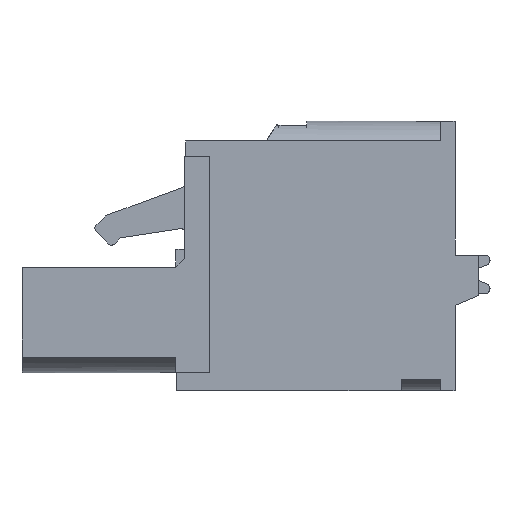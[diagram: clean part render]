
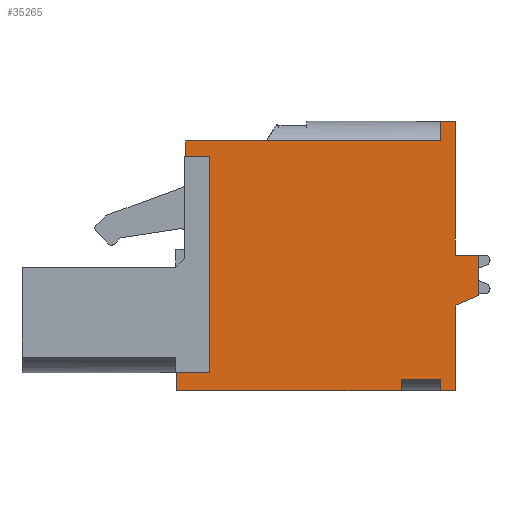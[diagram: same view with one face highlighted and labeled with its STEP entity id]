
A CAD part, left-side view. The second image highlights one B-rep face of the part: STEP entity #35265.
In plain terms, the highlighted planar face has unit normal (-1, 0, 0).
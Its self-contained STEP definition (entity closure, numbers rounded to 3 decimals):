
#3300=ORIENTED_EDGE('',*,*,#13369,.T.);
#3301=ORIENTED_EDGE('',*,*,#11634,.T.);
#3302=ORIENTED_EDGE('',*,*,#12494,.T.);
#3303=ORIENTED_EDGE('',*,*,#12183,.T.);
#3304=ORIENTED_EDGE('',*,*,#13370,.T.);
#3305=ORIENTED_EDGE('',*,*,#12065,.T.);
#3306=ORIENTED_EDGE('',*,*,#12418,.F.);
#3307=ORIENTED_EDGE('',*,*,#12300,.F.);
#3308=ORIENTED_EDGE('',*,*,#13371,.T.);
#3309=ORIENTED_EDGE('',*,*,#13353,.T.);
#3310=ORIENTED_EDGE('',*,*,#13372,.T.);
#3311=ORIENTED_EDGE('',*,*,#13373,.F.);
#3312=ORIENTED_EDGE('',*,*,#11835,.T.);
#3313=ORIENTED_EDGE('',*,*,#13374,.T.);
#3314=ORIENTED_EDGE('',*,*,#13375,.T.);
#3315=ORIENTED_EDGE('',*,*,#13376,.F.);
#3316=ORIENTED_EDGE('',*,*,#13377,.F.);
#3317=ORIENTED_EDGE('',*,*,#12369,.T.);
#11634=EDGE_CURVE('',#16873,#16872,#20319,.T.);
#11835=EDGE_CURVE('',#17074,#17073,#20468,.T.);
#12065=EDGE_CURVE('',#17304,#17303,#20696,.T.);
#12183=EDGE_CURVE('',#17422,#17421,#20814,.T.);
#12300=EDGE_CURVE('',#17537,#17538,#20931,.T.);
#12369=EDGE_CURVE('',#17607,#17606,#21000,.T.);
#12418=EDGE_CURVE('',#17538,#17303,#21034,.T.);
#12494=EDGE_CURVE('',#16872,#17422,#21110,.T.);
#13353=EDGE_CURVE('',#18238,#18237,#21748,.T.);
#13369=EDGE_CURVE('',#17606,#16873,#21754,.T.);
#13370=EDGE_CURVE('',#17421,#17304,#21755,.T.);
#13371=EDGE_CURVE('',#17537,#18238,#21756,.T.);
#13372=EDGE_CURVE('',#18237,#18246,#21757,.T.);
#13373=EDGE_CURVE('',#17074,#18246,#21758,.T.);
#13374=EDGE_CURVE('',#17073,#18247,#21759,.T.);
#13375=EDGE_CURVE('',#18247,#18248,#21760,.T.);
#13376=EDGE_CURVE('',#18249,#18248,#21761,.T.);
#13377=EDGE_CURVE('',#17607,#18249,#21762,.T.);
#16872=VERTEX_POINT('',#48888);
#16873=VERTEX_POINT('',#48890);
#17073=VERTEX_POINT('',#49291);
#17074=VERTEX_POINT('',#49293);
#17303=VERTEX_POINT('',#49766);
#17304=VERTEX_POINT('',#49768);
#17421=VERTEX_POINT('',#50003);
#17422=VERTEX_POINT('',#50005);
#17537=VERTEX_POINT('',#50237);
#17538=VERTEX_POINT('',#50239);
#17606=VERTEX_POINT('',#50376);
#17607=VERTEX_POINT('',#50378);
#18237=VERTEX_POINT('',#52329);
#18238=VERTEX_POINT('',#52331);
#18246=VERTEX_POINT('',#52363);
#18247=VERTEX_POINT('',#52366);
#18248=VERTEX_POINT('',#52368);
#18249=VERTEX_POINT('',#52370);
#20319=LINE('',#48889,#24890);
#20468=LINE('',#49292,#25039);
#20696=LINE('',#49767,#25267);
#20814=LINE('',#50004,#25385);
#20931=LINE('',#50238,#25502);
#21000=LINE('',#50377,#25571);
#21034=LINE('',#50474,#25605);
#21110=LINE('',#50601,#25681);
#21748=LINE('',#52330,#26319);
#21754=LINE('',#52359,#26325);
#21755=LINE('',#52360,#26326);
#21756=LINE('',#52361,#26327);
#21757=LINE('',#52362,#26328);
#21758=LINE('',#52364,#26329);
#21759=LINE('',#52365,#26330);
#21760=LINE('',#52367,#26331);
#21761=LINE('',#52369,#26332);
#21762=LINE('',#52371,#26333);
#24890=VECTOR('',#39347,1000.);
#25039=VECTOR('',#39602,1000.);
#25267=VECTOR('',#39864,1000.);
#25385=VECTOR('',#39984,1000.);
#25502=VECTOR('',#40103,1000.);
#25571=VECTOR('',#40174,1000.);
#25605=VECTOR('',#40258,1000.);
#25681=VECTOR('',#40336,1000.);
#26319=VECTOR('',#41878,1000.);
#26325=VECTOR('',#41914,1000.);
#26326=VECTOR('',#41915,1000.);
#26327=VECTOR('',#41916,1000.);
#26328=VECTOR('',#41917,1000.);
#26329=VECTOR('',#41918,1000.);
#26330=VECTOR('',#41919,1000.);
#26331=VECTOR('',#41920,1000.);
#26332=VECTOR('',#41921,1000.);
#26333=VECTOR('',#41922,1000.);
#29766=EDGE_LOOP('',(#3300,#3301,#3302,#3303,#3304,#3305,#3306,#3307,#3308,
#3309,#3310,#3311,#3312,#3313,#3314,#3315,#3316,#3317));
#31777=FACE_BOUND('',#29766,.T.);
#33675=PLANE('',#37393);
#35265=ADVANCED_FACE('',(#31777),#33675,.T.);
#37393=AXIS2_PLACEMENT_3D('',#52358,#41912,#41913);
#39347=DIRECTION('',(0.,1.,0.));
#39602=DIRECTION('',(0.,0.,1.));
#39864=DIRECTION('',(0.,1.,0.));
#39984=DIRECTION('',(0.,-1.,0.));
#40103=DIRECTION('',(0.,1.,0.));
#40174=DIRECTION('',(0.,1.,0.));
#40258=DIRECTION('',(0.,0.,1.));
#40336=DIRECTION('',(0.,0.,-1.));
#41878=DIRECTION('',(0.,-1.,0.));
#41912=DIRECTION('',(-1.,0.,0.));
#41913=DIRECTION('',(0.,0.,1.));
#41914=DIRECTION('',(0.,0.,-1.));
#41915=DIRECTION('',(0.,0.,-1.));
#41916=DIRECTION('',(0.,0.,1.));
#41917=DIRECTION('',(0.,0.,-1.));
#41918=DIRECTION('',(0.,1.,0.));
#41919=DIRECTION('',(0.,-0.921,0.39));
#41920=DIRECTION('',(0.,0.,1.));
#41921=DIRECTION('',(0.,-1.,0.));
#41922=DIRECTION('',(0.,0.,-1.));
#48888=CARTESIAN_POINT('',(-33.02,7.9,6.4));
#48889=CARTESIAN_POINT('',(-33.02,3.4,6.4));
#48890=CARTESIAN_POINT('',(-33.02,-6.3,6.4));
#49291=CARTESIAN_POINT('',(-33.02,-7.1,-2.75));
#49292=CARTESIAN_POINT('',(-33.02,-7.1,-7.5));
#49293=CARTESIAN_POINT('',(-33.02,-7.1,-7.5));
#49766=CARTESIAN_POINT('',(-33.02,8.4,-6.5));
#49767=CARTESIAN_POINT('',(-33.02,8.4,-6.5));
#49768=CARTESIAN_POINT('',(-33.02,6.57,-6.5));
#50003=CARTESIAN_POINT('',(-33.02,6.57,5.55));
#50004=CARTESIAN_POINT('',(-33.02,7.9,5.55));
#50005=CARTESIAN_POINT('',(-33.02,7.9,5.55));
#50237=CARTESIAN_POINT('',(-33.02,-4.1,-7.5));
#50238=CARTESIAN_POINT('',(-33.02,-8.4,-7.5));
#50239=CARTESIAN_POINT('',(-33.02,8.4,-7.5));
#50376=CARTESIAN_POINT('',(-33.02,-6.3,7.5));
#50377=CARTESIAN_POINT('',(-33.02,-8.4,7.5));
#50378=CARTESIAN_POINT('',(-33.02,-7.1,7.5));
#50474=CARTESIAN_POINT('',(-33.02,8.4,-7.5));
#50601=CARTESIAN_POINT('',(-33.02,7.9,6.4));
#52329=CARTESIAN_POINT('',(-33.02,-6.3,-6.9));
#52330=CARTESIAN_POINT('',(-33.02,-4.1,-6.9));
#52331=CARTESIAN_POINT('',(-33.02,-4.1,-6.9));
#52358=CARTESIAN_POINT('',(-33.02,-8.4,-7.5));
#52359=CARTESIAN_POINT('',(-33.02,-6.3,7.701));
#52360=CARTESIAN_POINT('',(-33.02,6.57,5.55));
#52361=CARTESIAN_POINT('',(-33.02,-4.1,-7.5));
#52362=CARTESIAN_POINT('',(-33.02,-6.3,-6.9));
#52363=CARTESIAN_POINT('',(-33.02,-6.3,-7.5));
#52364=CARTESIAN_POINT('',(-33.02,-8.4,-7.5));
#52365=CARTESIAN_POINT('',(-33.02,-7.1,-2.75));
#52366=CARTESIAN_POINT('',(-33.02,-8.4,-2.2));
#52367=CARTESIAN_POINT('',(-33.02,-8.4,-7.5));
#52368=CARTESIAN_POINT('',(-33.02,-8.4,0.05));
#52369=CARTESIAN_POINT('',(-33.02,-8.4,0.05));
#52370=CARTESIAN_POINT('',(-33.02,-7.1,0.05));
#52371=CARTESIAN_POINT('',(-33.02,-7.1,7.5));
